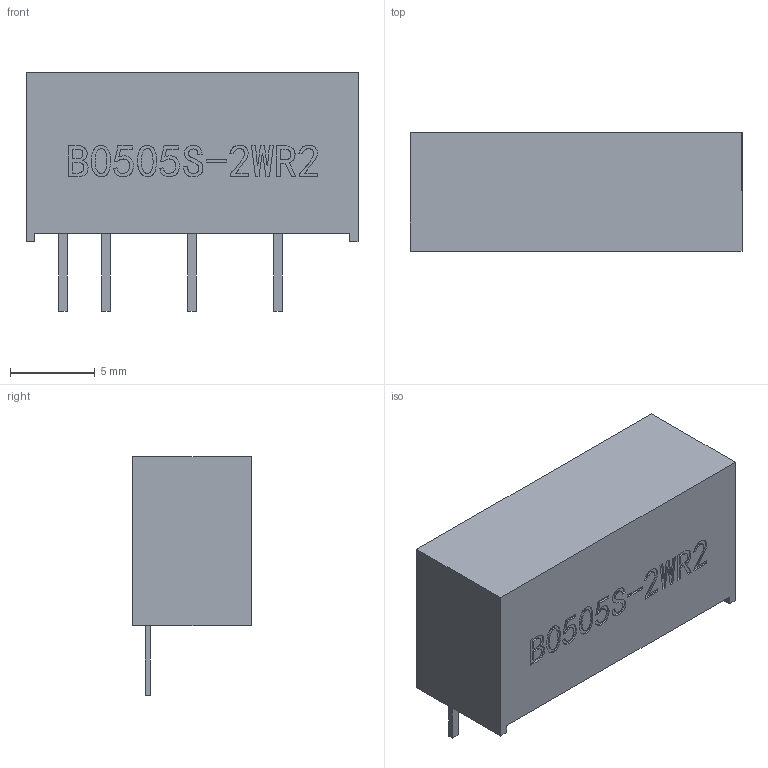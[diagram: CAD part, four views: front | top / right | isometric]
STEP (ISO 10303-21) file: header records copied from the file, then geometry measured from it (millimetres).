
FILE_DESCRIPTION (( 'STEP AP214' ), '1' );
FILE_NAME ('1D9EAD04-3121-4FDB-B764-2A406C0DDA3E.STEP', '2023-09-25T13:24:11', ( '' ), ( '' ), 'SwSTEP 2.0', 'SolidWorks 2022', '' );
FILE_SCHEMA (( 'AUTOMOTIVE_DESIGN' ));
Length unit declared in the file: millimetre
Products named in the file (1): 1D9EAD04-3121-4FDB-B764-2A406C0DDA3E
Bounding box: 19.6 x 7 x 14.1 mm (x, y, z)
Volume: 1308.7 mm3; surface area: 833.6 mm2
Topology: 1 solids, 1 shells, 156 faces, 402 edges, 268 vertices
Faces by surface type: plane 110, bspline 46
Entity records: 9422 total; most frequent: CARTESIAN_POINT 5506, ORIENTED_EDGE 804, DIRECTION 532, EDGE_CURVE 402, LINE 310, VECTOR 310, VERTEX_POINT 268, EDGE_LOOP 176
